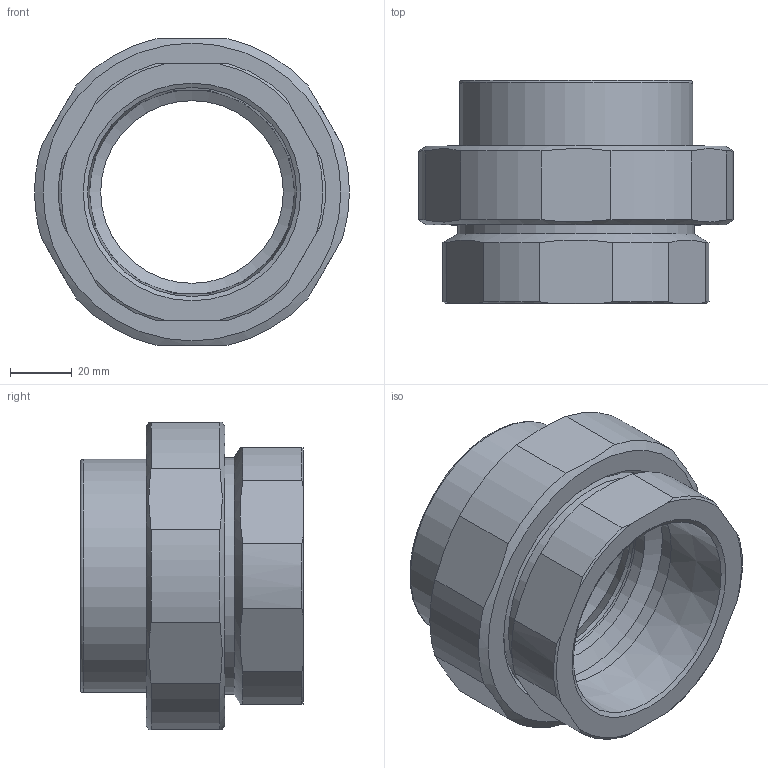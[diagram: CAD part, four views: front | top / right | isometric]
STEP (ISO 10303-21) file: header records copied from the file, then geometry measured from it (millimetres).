
FILE_DESCRIPTION(/* description */ (''),/* implementation_level */ '2;1');
FILE_NAME(/* name */ 'KIL_UNF250.stp',/* time_stamp */ '2021-04-07T08:52:54-05:00',/* author */ ('nsantoro'),/* organization */ (''),/* preprocessor_version */ 'ST-DEVELOPER v18',/* originating_system */ 'Autodesk Inventor 2020',/* authorisation */ '');
FILE_SCHEMA (('AUTOMOTIVE_DESIGN { 1 0 10303 214 3 1 1 }'));
Length unit declared in the file: inch
Products named in the file (1): UNF250_Shrinkwrap_1
Bounding box: 101.6 x 71.88 x 99.06 mm (x, y, z)
Volume: 189764.2 mm3; surface area: 62537.9 mm2
Topology: 3 solids, 3 shells, 64 faces, 184 edges, 128 vertices
Faces by surface type: cylinder 22, cone 21, plane 20, torus 1
Full cylindrical faces by diameter (mm): 58.928 x1, 59.182 x1, 67.627 x1, 69.215 x1, 75.438 x1, 76.2 x1, 76.327 x1, 77.978 x1, 78.74 x1, 79.502 x1
Entity records: 2262 total; most frequent: CARTESIAN_POINT 437, DIRECTION 383, ORIENTED_EDGE 368, EDGE_CURVE 184, AXIS2_PLACEMENT_3D 164, VERTEX_POINT 128, CIRCLE 99, EDGE_LOOP 72
